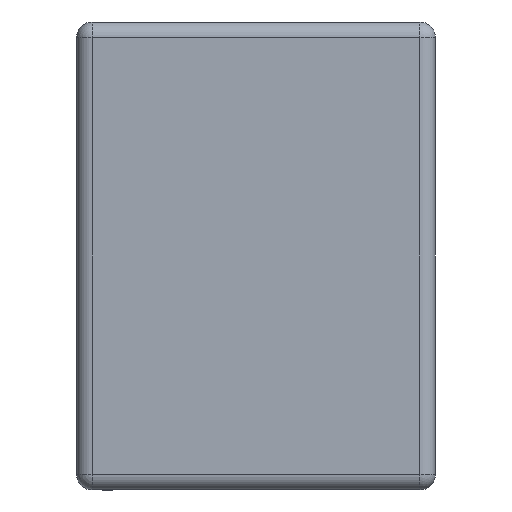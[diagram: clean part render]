
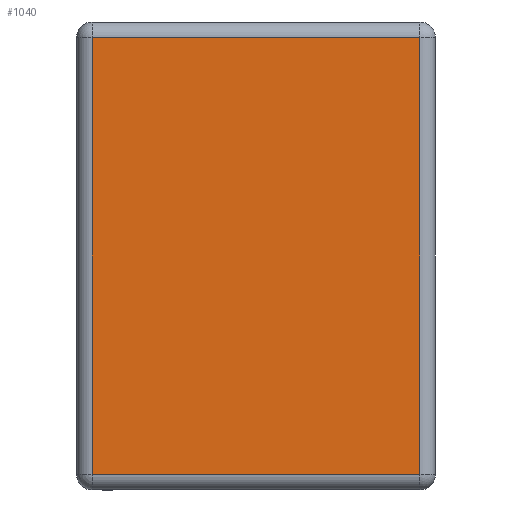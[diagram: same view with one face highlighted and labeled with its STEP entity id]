
A CAD part, left-side view. The second image highlights one B-rep face of the part: STEP entity #1040.
In plain terms, the highlighted planar face has unit normal (-1, 0, 0).
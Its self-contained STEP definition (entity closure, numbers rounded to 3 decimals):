
#85 = AXIS2_PLACEMENT_3D ( 'NONE', #1508, #1649, #321 ) ;
#91 = CARTESIAN_POINT ( 'NONE',  ( -0.3, 0.105, -0.14 ) ) ;
#121 = VECTOR ( 'NONE', #1247, 1000. ) ;
#160 = ORIENTED_EDGE ( 'NONE', *, *, #525, .T. ) ;
#220 = VECTOR ( 'NONE', #1335, 1000. ) ;
#291 = CARTESIAN_POINT ( 'NONE',  ( -0.3, 0.105, 0.14 ) ) ;
#321 = DIRECTION ( 'NONE',  ( 0., 1., 0. ) ) ;
#525 = EDGE_CURVE ( 'NONE', #2152, #1967, #810, .T. ) ;
#559 = CARTESIAN_POINT ( 'NONE',  ( -0.3, 0., -0.14 ) ) ;
#631 = CARTESIAN_POINT ( 'NONE',  ( -0.3, 0.115, 0.14 ) ) ;
#798 = DIRECTION ( 'NONE',  ( 0., 0., -1. ) ) ;
#810 = LINE ( 'NONE', #832, #2035 ) ;
#832 = CARTESIAN_POINT ( 'NONE',  ( -0.3, 0.105, -0.15 ) ) ;
#884 = EDGE_LOOP ( 'NONE', ( #1068, #1204, #1209, #160 ) ) ;
#897 = EDGE_CURVE ( 'NONE', #1073, #1652, #2169, .T. ) ;
#1003 = CARTESIAN_POINT ( 'NONE',  ( -0.3, -0.105, -0.14 ) ) ;
#1040 = ADVANCED_FACE ( 'NONE', ( #2111 ), #1281, .F. ) ;
#1068 = ORIENTED_EDGE ( 'NONE', *, *, #1273, .T. ) ;
#1073 = VERTEX_POINT ( 'NONE', #1003 ) ;
#1128 = CARTESIAN_POINT ( 'NONE',  ( -0.3, -0.105, 0.14 ) ) ;
#1204 = ORIENTED_EDGE ( 'NONE', *, *, #897, .T. ) ;
#1209 = ORIENTED_EDGE ( 'NONE', *, *, #2149, .T. ) ;
#1247 = DIRECTION ( 'NONE',  ( 0., -1., 0. ) ) ;
#1261 = VECTOR ( 'NONE', #1998, 1000. ) ;
#1273 = EDGE_CURVE ( 'NONE', #1967, #1073, #2079, .T. ) ;
#1281 = PLANE ( 'NONE',  #85 ) ;
#1295 = LINE ( 'NONE', #631, #1261 ) ;
#1335 = DIRECTION ( 'NONE',  ( 0., 0., 1. ) ) ;
#1464 = CARTESIAN_POINT ( 'NONE',  ( -0.3, -0.105, 0.15 ) ) ;
#1508 = CARTESIAN_POINT ( 'NONE',  ( -0.3, 0., 0.15 ) ) ;
#1649 = DIRECTION ( 'NONE',  ( 1., 0., 0. ) ) ;
#1652 = VERTEX_POINT ( 'NONE', #1128 ) ;
#1967 = VERTEX_POINT ( 'NONE', #91 ) ;
#1998 = DIRECTION ( 'NONE',  ( 0., 1., 0. ) ) ;
#2035 = VECTOR ( 'NONE', #798, 1000. ) ;
#2079 = LINE ( 'NONE', #559, #121 ) ;
#2111 = FACE_OUTER_BOUND ( 'NONE', #884, .T. ) ;
#2149 = EDGE_CURVE ( 'NONE', #1652, #2152, #1295, .T. ) ;
#2152 = VERTEX_POINT ( 'NONE', #291 ) ;
#2169 = LINE ( 'NONE', #1464, #220 ) ;
